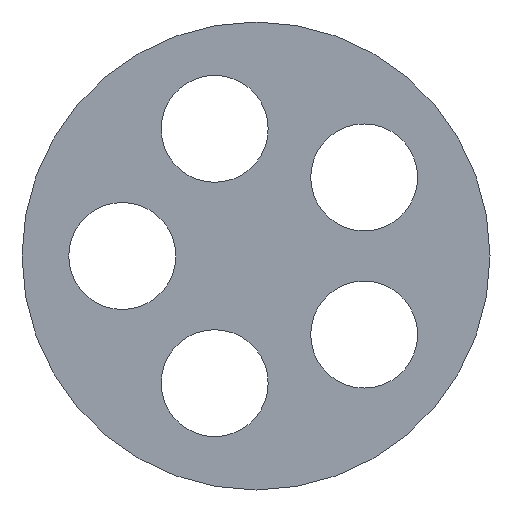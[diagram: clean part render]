
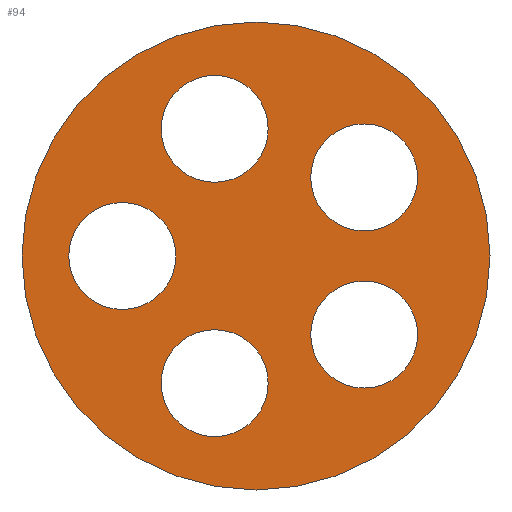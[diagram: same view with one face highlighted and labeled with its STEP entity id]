
A CAD part, left-side view. The second image highlights one B-rep face of the part: STEP entity #94.
In plain terms, the highlighted planar face has unit normal (-1, 0, 0).
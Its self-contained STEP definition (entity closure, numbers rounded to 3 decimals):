
#94 = ADVANCED_FACE( '', ( #207, #208, #209, #210, #211, #212 ), #213, .F. );
#207 = FACE_BOUND( '', #334, .T. );
#208 = FACE_BOUND( '', #335, .T. );
#209 = FACE_BOUND( '', #336, .T. );
#210 = FACE_BOUND( '', #337, .T. );
#211 = FACE_BOUND( '', #338, .T. );
#212 = FACE_OUTER_BOUND( '', #339, .T. );
#213 = PLANE( '', #340 );
#334 = EDGE_LOOP( '', ( #571 ) );
#335 = EDGE_LOOP( '', ( #572 ) );
#336 = EDGE_LOOP( '', ( #573 ) );
#337 = EDGE_LOOP( '', ( #574 ) );
#338 = EDGE_LOOP( '', ( #575 ) );
#339 = EDGE_LOOP( '', ( #576 ) );
#340 = AXIS2_PLACEMENT_3D( '', #577, #578, #579 );
#571 = ORIENTED_EDGE( '', *, *, #789, .T. );
#572 = ORIENTED_EDGE( '', *, *, #755, .T. );
#573 = ORIENTED_EDGE( '', *, *, #790, .T. );
#574 = ORIENTED_EDGE( '', *, *, #729, .T. );
#575 = ORIENTED_EDGE( '', *, *, #791, .T. );
#576 = ORIENTED_EDGE( '', *, *, #711, .F. );
#577 = CARTESIAN_POINT( '', ( 0., 0., 0. ) );
#578 = DIRECTION( '', ( 1., 0., 0. ) );
#579 = DIRECTION( '', ( 0., 0., -1. ) );
#711 = EDGE_CURVE( '', #842, #842, #843, .T. );
#729 = EDGE_CURVE( '', #874, #874, #875, .T. );
#755 = EDGE_CURVE( '', #916, #916, #917, .T. );
#789 = EDGE_CURVE( '', #964, #964, #965, .T. );
#790 = EDGE_CURVE( '', #966, #966, #967, .T. );
#791 = EDGE_CURVE( '', #968, #968, #969, .T. );
#842 = VERTEX_POINT( '', #1032 );
#843 = CIRCLE( '', #1033, 8.75 );
#874 = VERTEX_POINT( '', #1076 );
#875 = CIRCLE( '', #1077, 2. );
#916 = VERTEX_POINT( '', #1128 );
#917 = CIRCLE( '', #1129, 2. );
#964 = VERTEX_POINT( '', #1189 );
#965 = CIRCLE( '', #1190, 2. );
#966 = VERTEX_POINT( '', #1191 );
#967 = CIRCLE( '', #1192, 2. );
#968 = VERTEX_POINT( '', #1193 );
#969 = CIRCLE( '', #1194, 2. );
#1032 = CARTESIAN_POINT( '', ( 0., 0., -8.75 ) );
#1033 = AXIS2_PLACEMENT_3D( '', #1235, #1236, #1237 );
#1076 = CARTESIAN_POINT( '', ( 0., -4.045, -4.939 ) );
#1077 = AXIS2_PLACEMENT_3D( '', #1253, #1254, #1255 );
#1128 = CARTESIAN_POINT( '', ( 0., -4.045, 0.939 ) );
#1129 = AXIS2_PLACEMENT_3D( '', #1302, #1303, #1304 );
#1189 = CARTESIAN_POINT( '', ( 0., 1.545, 2.755 ) );
#1190 = AXIS2_PLACEMENT_3D( '', #1354, #1355, #1356 );
#1191 = CARTESIAN_POINT( '', ( 0., 5., -2. ) );
#1192 = AXIS2_PLACEMENT_3D( '', #1357, #1358, #1359 );
#1193 = CARTESIAN_POINT( '', ( 0., 1.545, -6.755 ) );
#1194 = AXIS2_PLACEMENT_3D( '', #1360, #1361, #1362 );
#1235 = CARTESIAN_POINT( '', ( 0., 0., 0. ) );
#1236 = DIRECTION( '', ( 1., 0., 0. ) );
#1237 = DIRECTION( '', ( 0., 0., -1. ) );
#1253 = CARTESIAN_POINT( '', ( 0., -4.045, -2.939 ) );
#1254 = DIRECTION( '', ( 1., 0., 0. ) );
#1255 = DIRECTION( '', ( 0., 0., -1. ) );
#1302 = CARTESIAN_POINT( '', ( 0., -4.045, 2.939 ) );
#1303 = DIRECTION( '', ( 1., 0., 0. ) );
#1304 = DIRECTION( '', ( 0., 0., -1. ) );
#1354 = CARTESIAN_POINT( '', ( 0., 1.545, 4.755 ) );
#1355 = DIRECTION( '', ( 1., 0., 0. ) );
#1356 = DIRECTION( '', ( 0., 0., -1. ) );
#1357 = CARTESIAN_POINT( '', ( 0., 5., 0. ) );
#1358 = DIRECTION( '', ( 1., 0., 0. ) );
#1359 = DIRECTION( '', ( 0., 0., -1. ) );
#1360 = CARTESIAN_POINT( '', ( 0., 1.545, -4.755 ) );
#1361 = DIRECTION( '', ( 1., 0., 0. ) );
#1362 = DIRECTION( '', ( 0., 0., -1. ) );
